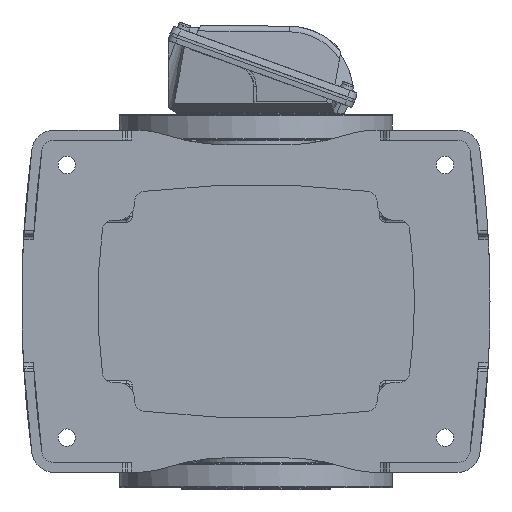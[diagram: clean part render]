
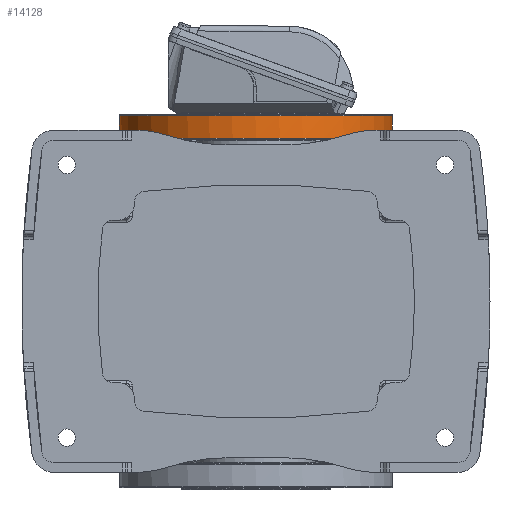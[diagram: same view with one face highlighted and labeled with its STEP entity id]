
A CAD part, front view. The second image highlights one B-rep face of the part: STEP entity #14128.
In plain terms, the highlighted cylindrical face has radius 137.5 mm (diameter 275 mm), a partial arc.
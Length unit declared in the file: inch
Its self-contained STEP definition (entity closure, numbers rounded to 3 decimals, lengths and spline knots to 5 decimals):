
#9128 = EDGE_CURVE ( 'NONE', #50057, #13317, #13613, .T. ) ;
#11204 = VERTEX_POINT ( 'NONE', #118231 ) ;
#13317 = VERTEX_POINT ( 'NONE', #14260 ) ;
#13613 = LINE ( 'NONE', #70446, #32509 ) ;
#13625 = DIRECTION ( 'NONE',  ( 1., 0., 0. ) ) ;
#14128 = ADVANCED_FACE ( 'NONE', ( #82198 ), #40712, .T. ) ;
#14260 = CARTESIAN_POINT ( 'NONE',  ( -6.45669, 7.125, -5.41339 ) ) ;
#16882 = EDGE_CURVE ( 'NONE', #127156, #50057, #111645, .T. ) ;
#21912 = CARTESIAN_POINT ( 'NONE',  ( -6.45669, 7.125, 0. ) ) ;
#26551 = CARTESIAN_POINT ( 'NONE',  ( -7.3622, 7.07467, 5.41315 ) ) ;
#32509 = VECTOR ( 'NONE', #153524, 39.37008 ) ;
#34352 = AXIS2_PLACEMENT_3D ( 'NONE', #164417, #13625, #106653 ) ;
#35466 = ORIENTED_EDGE ( 'NONE', *, *, #9128, .T. ) ;
#36285 = CIRCLE ( 'NONE', #96733, 5.41339 ) ;
#40712 = CYLINDRICAL_SURFACE ( 'NONE', #166049, 5.41339 ) ;
#42495 = CARTESIAN_POINT ( 'NONE',  ( -7.40157, 7.125, 0. ) ) ;
#50057 = VERTEX_POINT ( 'NONE', #172441 ) ;
#50195 = ORIENTED_EDGE ( 'NONE', *, *, #65434, .F. ) ;
#54604 = CIRCLE ( 'NONE', #34352, 5.41339 ) ;
#58752 = CARTESIAN_POINT ( 'NONE',  ( -6.45669, 7.08957, -5.41327 ) ) ;
#60891 = CARTESIAN_POINT ( 'NONE',  ( -7.3622, 7.125, 5.41339 ) ) ;
#65204 = EDGE_CURVE ( 'NONE', #76055, #11204, #111121, .T. ) ;
#65434 = EDGE_CURVE ( 'NONE', #11204, #106353, #165273, .T. ) ;
#70260 = DIRECTION ( 'NONE',  ( 0., -0.007, -1. ) ) ;
#70446 = CARTESIAN_POINT ( 'NONE',  ( -7.40157, 7.125, -5.41339 ) ) ;
#76055 = VERTEX_POINT ( 'NONE', #60891 ) ;
#82198 = FACE_OUTER_BOUND ( 'NONE', #163234, .T. ) ;
#84890 = DIRECTION ( 'NONE',  ( 0., 0., -1. ) ) ;
#96653 = DIRECTION ( 'NONE',  ( 1., 0., 0. ) ) ;
#96733 = AXIS2_PLACEMENT_3D ( 'NONE', #21912, #156507, #144696 ) ;
#98462 = DIRECTION ( 'NONE',  ( 1., 0., 0. ) ) ;
#101582 = EDGE_CURVE ( 'NONE', #76055, #127156, #54604, .T. ) ;
#104667 = VECTOR ( 'NONE', #98462, 39.37008 ) ;
#106353 = VERTEX_POINT ( 'NONE', #58752 ) ;
#106653 = DIRECTION ( 'NONE',  ( 0., 0., -1. ) ) ;
#107380 = DIRECTION ( 'NONE',  ( 1., 0., 0. ) ) ;
#110010 = CARTESIAN_POINT ( 'NONE',  ( -6.45669, 7.125, 0. ) ) ;
#111121 = LINE ( 'NONE', #167108, #104667 ) ;
#111645 = CIRCLE ( 'NONE', #175079, 5.41339 ) ;
#113137 = ORIENTED_EDGE ( 'NONE', *, *, #101582, .T. ) ;
#116309 = AXIS2_PLACEMENT_3D ( 'NONE', #110010, #126217, #70260 ) ;
#118231 = CARTESIAN_POINT ( 'NONE',  ( -6.45669, 7.125, 5.41339 ) ) ;
#126217 = DIRECTION ( 'NONE',  ( 1., 0., 0. ) ) ;
#127156 = VERTEX_POINT ( 'NONE', #26551 ) ;
#130124 = ORIENTED_EDGE ( 'NONE', *, *, #147424, .F. ) ;
#136244 = CARTESIAN_POINT ( 'NONE',  ( -7.3622, 7.125, 0. ) ) ;
#144696 = DIRECTION ( 'NONE',  ( 0., -0.007, -1. ) ) ;
#147424 = EDGE_CURVE ( 'NONE', #106353, #13317, #36285, .T. ) ;
#148283 = ORIENTED_EDGE ( 'NONE', *, *, #16882, .T. ) ;
#149811 = DIRECTION ( 'NONE',  ( 0., 0., -1. ) ) ;
#153524 = DIRECTION ( 'NONE',  ( 1., 0., 0. ) ) ;
#153904 = ORIENTED_EDGE ( 'NONE', *, *, #65204, .F. ) ;
#156507 = DIRECTION ( 'NONE',  ( 1., 0., 0. ) ) ;
#163234 = EDGE_LOOP ( 'NONE', ( #153904, #113137, #148283, #35466, #130124, #50195 ) ) ;
#164417 = CARTESIAN_POINT ( 'NONE',  ( -7.3622, 7.125, 0. ) ) ;
#165273 = CIRCLE ( 'NONE', #116309, 5.41339 ) ;
#166049 = AXIS2_PLACEMENT_3D ( 'NONE', #42495, #96653, #84890 ) ;
#167108 = CARTESIAN_POINT ( 'NONE',  ( -7.40157, 7.125, 5.41339 ) ) ;
#172441 = CARTESIAN_POINT ( 'NONE',  ( -7.3622, 7.125, -5.41339 ) ) ;
#175079 = AXIS2_PLACEMENT_3D ( 'NONE', #136244, #107380, #149811 ) ;
